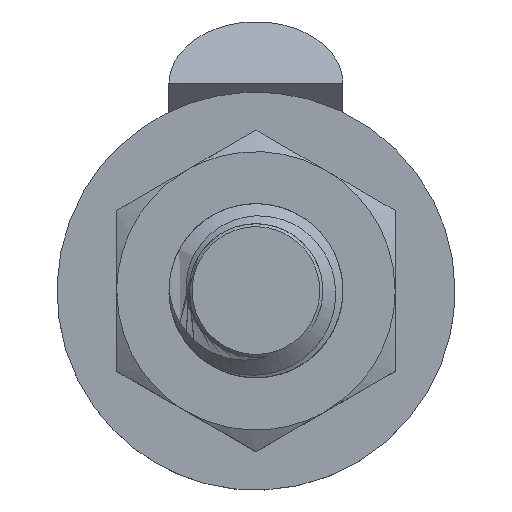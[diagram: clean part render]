
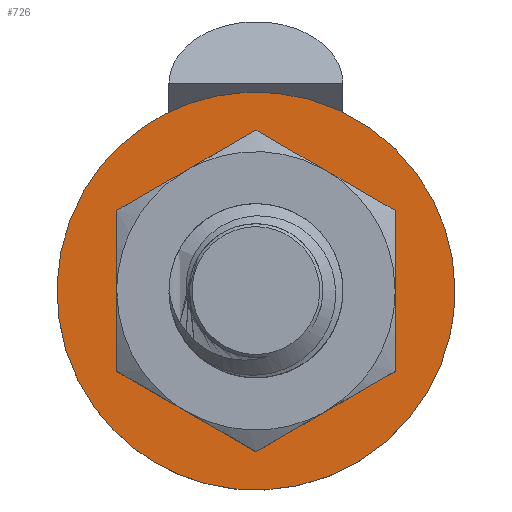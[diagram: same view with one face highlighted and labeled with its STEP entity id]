
A CAD part, top view. The second image highlights one B-rep face of the part: STEP entity #726.
In plain terms, the highlighted free-form (B-spline) face has degree [1, 1] with [2, 2] control points.
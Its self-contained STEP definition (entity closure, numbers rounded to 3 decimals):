
#24 = VERTEX_POINT('',#25);
#25 = CARTESIAN_POINT('',(-2.65,4.589,-10.598
    ));
#94 = VERTEX_POINT('',#95);
#95 = CARTESIAN_POINT('',(-5.299,0.,
    -10.598));
#152 = VERTEX_POINT('',#153);
#153 = CARTESIAN_POINT('',(-2.65,-4.589,
    -10.598));
#214 = VERTEX_POINT('',#215);
#215 = CARTESIAN_POINT('',(2.65,-4.589,
    -10.598));
#276 = VERTEX_POINT('',#277);
#277 = CARTESIAN_POINT('',(5.299,0.,
    -10.598));
#332 = VERTEX_POINT('',#333);
#333 = CARTESIAN_POINT('',(2.65,4.589,-10.598
    ));
#563 = EDGE_CURVE('',#214,#276,#564,.T.);
#564 = ( BOUNDED_CURVE() B_SPLINE_CURVE(2,(#565,#566,#567),
.UNSPECIFIED.,.F.,.F.) B_SPLINE_CURVE_WITH_KNOTS((3,3),(5.236,
6.283),.PIECEWISE_BEZIER_KNOTS.) CURVE() 
GEOMETRIC_REPRESENTATION_ITEM() RATIONAL_B_SPLINE_CURVE((1.,
0.866,1.)) REPRESENTATION_ITEM('') );
#565 = CARTESIAN_POINT('',(2.65,-4.589,
    -10.598));
#566 = CARTESIAN_POINT('',(5.299,-3.06,
    -10.598));
#567 = CARTESIAN_POINT('',(5.299,0.,
    -10.598));
#581 = EDGE_CURVE('',#152,#214,#582,.T.);
#582 = ( BOUNDED_CURVE() B_SPLINE_CURVE(2,(#583,#584,#585),
.UNSPECIFIED.,.F.,.F.) B_SPLINE_CURVE_WITH_KNOTS((3,3),(4.189,
5.236),.PIECEWISE_BEZIER_KNOTS.) CURVE() 
GEOMETRIC_REPRESENTATION_ITEM() RATIONAL_B_SPLINE_CURVE((1.,
0.866,1.)) REPRESENTATION_ITEM('') );
#583 = CARTESIAN_POINT('',(-2.65,-4.589,
    -10.598));
#584 = CARTESIAN_POINT('',(0.,-6.119,
    -10.598));
#585 = CARTESIAN_POINT('',(2.65,-4.589,
    -10.598));
#600 = EDGE_CURVE('',#94,#152,#601,.T.);
#601 = ( BOUNDED_CURVE() B_SPLINE_CURVE(2,(#602,#603,#604),
.UNSPECIFIED.,.F.,.F.) B_SPLINE_CURVE_WITH_KNOTS((3,3),(3.142,
4.189),.PIECEWISE_BEZIER_KNOTS.) CURVE() 
GEOMETRIC_REPRESENTATION_ITEM() RATIONAL_B_SPLINE_CURVE((1.,
0.866,1.)) REPRESENTATION_ITEM('') );
#602 = CARTESIAN_POINT('',(-5.299,0.,
    -10.598));
#603 = CARTESIAN_POINT('',(-5.299,-3.06,
    -10.598));
#604 = CARTESIAN_POINT('',(-2.65,-4.589,
    -10.598));
#618 = EDGE_CURVE('',#94,#24,#619,.T.);
#619 = ( BOUNDED_CURVE() B_SPLINE_CURVE(2,(#620,#621,#622),
.UNSPECIFIED.,.F.,.F.) B_SPLINE_CURVE_WITH_KNOTS((3,3),(0.,
1.047),.PIECEWISE_BEZIER_KNOTS.) CURVE() 
GEOMETRIC_REPRESENTATION_ITEM() RATIONAL_B_SPLINE_CURVE((1.,
0.866,1.)) REPRESENTATION_ITEM('') );
#620 = CARTESIAN_POINT('',(-5.299,0.,-10.598));
#621 = CARTESIAN_POINT('',(-5.299,3.06,
    -10.598));
#622 = CARTESIAN_POINT('',(-2.65,4.589,
    -10.598));
#636 = EDGE_CURVE('',#332,#24,#637,.T.);
#637 = ( BOUNDED_CURVE() B_SPLINE_CURVE(2,(#638,#639,#640),
.UNSPECIFIED.,.F.,.F.) B_SPLINE_CURVE_WITH_KNOTS((3,3),(1.047,
2.094),.PIECEWISE_BEZIER_KNOTS.) CURVE() 
GEOMETRIC_REPRESENTATION_ITEM() RATIONAL_B_SPLINE_CURVE((1.,
0.866,1.)) REPRESENTATION_ITEM('') );
#638 = CARTESIAN_POINT('',(2.65,4.589,-10.598
    ));
#639 = CARTESIAN_POINT('',(0.,6.119,
    -10.598));
#640 = CARTESIAN_POINT('',(-2.65,4.589,
    -10.598));
#653 = EDGE_CURVE('',#276,#332,#654,.T.);
#654 = ( BOUNDED_CURVE() B_SPLINE_CURVE(2,(#655,#656,#657),
.UNSPECIFIED.,.F.,.F.) B_SPLINE_CURVE_WITH_KNOTS((3,3),(0.,
1.047),.PIECEWISE_BEZIER_KNOTS.) CURVE() 
GEOMETRIC_REPRESENTATION_ITEM() RATIONAL_B_SPLINE_CURVE((1.,
0.866,1.)) REPRESENTATION_ITEM('') );
#655 = CARTESIAN_POINT('',(5.299,0.,-10.598));
#656 = CARTESIAN_POINT('',(5.299,3.06,-10.598
    ));
#657 = CARTESIAN_POINT('',(2.65,4.589,-10.598
    ));
#683 = VERTEX_POINT('',#684);
#684 = CARTESIAN_POINT('',(7.578,0.,-10.598));
#689 = EDGE_CURVE('',#683,#683,#690,.T.);
#690 = ( BOUNDED_CURVE() B_SPLINE_CURVE(2,(#691,#692,#693,#694,#695,#696
,#697),.UNSPECIFIED.,.T.,.F.) B_SPLINE_CURVE_WITH_KNOTS((1,2,2,2,2,1),(
    -2.094,0.,2.094,4.189,6.283,
8.378),.UNSPECIFIED.) CURVE() GEOMETRIC_REPRESENTATION_ITEM() 
RATIONAL_B_SPLINE_CURVE((1.,0.5,1.,0.5,1.,0.5,1.)) REPRESENTATION_ITEM(
  '') );
#691 = CARTESIAN_POINT('',(7.578,0.,-10.598));
#692 = CARTESIAN_POINT('',(7.578,13.125,
    -10.598));
#693 = CARTESIAN_POINT('',(-3.789,6.563,
    -10.598));
#694 = CARTESIAN_POINT('',(-15.156,0.,
    -10.598));
#695 = CARTESIAN_POINT('',(-3.789,-6.563,
    -10.598));
#696 = CARTESIAN_POINT('',(7.578,-13.125,
    -10.598));
#697 = CARTESIAN_POINT('',(7.578,0.,-10.598));
#726 = ADVANCED_FACE('',(#727,#735),#738,.T.);
#727 = FACE_BOUND('',#728,.T.);
#728 = EDGE_LOOP('',(#729,#730,#731,#732,#733,#734));
#729 = ORIENTED_EDGE('',*,*,#653,.F.);
#730 = ORIENTED_EDGE('',*,*,#563,.F.);
#731 = ORIENTED_EDGE('',*,*,#581,.F.);
#732 = ORIENTED_EDGE('',*,*,#600,.F.);
#733 = ORIENTED_EDGE('',*,*,#618,.T.);
#734 = ORIENTED_EDGE('',*,*,#636,.F.);
#735 = FACE_BOUND('',#736,.T.);
#736 = EDGE_LOOP('',(#737));
#737 = ORIENTED_EDGE('',*,*,#689,.T.);
#738 = B_SPLINE_SURFACE_WITH_KNOTS('',1,1,(
    (#739,#740)
    ,(#741,#742
  )),.UNSPECIFIED.,.F.,.F.,.F.,(2,2),(2,2),(-9.081,9.081),(-9.081,
    9.081),.PIECEWISE_BEZIER_KNOTS.);
#739 = CARTESIAN_POINT('',(-7.578,-7.578,
    -10.598));
#740 = CARTESIAN_POINT('',(-7.578,7.578,
    -10.598));
#741 = CARTESIAN_POINT('',(7.578,-7.578,
    -10.598));
#742 = CARTESIAN_POINT('',(7.578,7.578,-10.598
    ));
